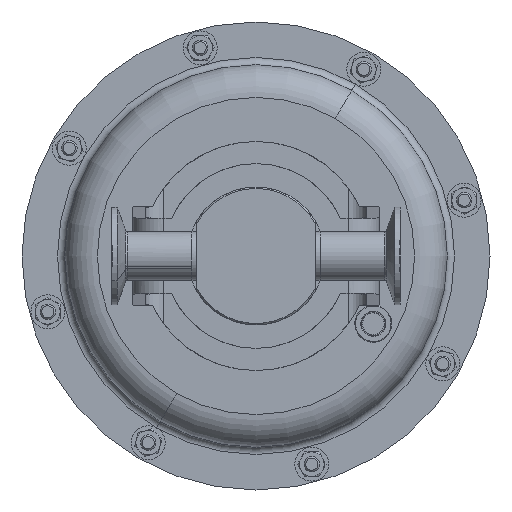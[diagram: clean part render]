
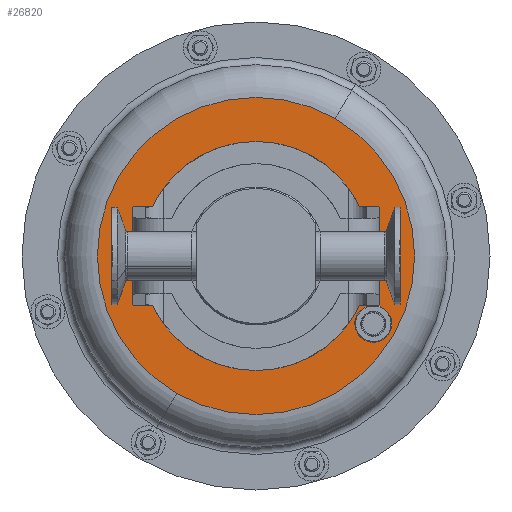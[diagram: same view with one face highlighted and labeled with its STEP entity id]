
A CAD part, front view. The second image highlights one B-rep face of the part: STEP entity #26820.
In plain terms, the highlighted planar face has unit normal (0, -1, 0).
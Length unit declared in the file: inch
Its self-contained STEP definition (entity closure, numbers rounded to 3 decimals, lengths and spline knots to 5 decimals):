
#321 = DIRECTION ( 'NONE',  ( 0., 1., 0. ) ) ;
#1267 = DIRECTION ( 'NONE',  ( 0.605, 0., 0.796 ) ) ;
#1945 = VERTEX_POINT ( 'NONE', #21197 ) ;
#2061 = ORIENTED_EDGE ( 'NONE', *, *, #31183, .F. ) ;
#2235 = EDGE_CURVE ( 'NONE', #12993, #1945, #21980, .T. ) ;
#4543 = PLANE ( 'NONE',  #20053 ) ;
#6211 = DIRECTION ( 'NONE',  ( 0., 1., 0. ) ) ;
#6426 = AXIS2_PLACEMENT_3D ( 'NONE', #30150, #6211, #30050 ) ;
#7122 = EDGE_CURVE ( 'NONE', #25226, #24415, #19337, .T. ) ;
#7487 = EDGE_LOOP ( 'NONE', ( #7939, #14063 ) ) ;
#7577 = CIRCLE ( 'NONE', #15062, 3.219 ) ;
#7679 = AXIS2_PLACEMENT_3D ( 'NONE', #20824, #25264, #1267 ) ;
#7939 = ORIENTED_EDGE ( 'NONE', *, *, #8651, .T. ) ;
#8326 = VERTEX_POINT ( 'NONE', #8801 ) ;
#8651 = EDGE_CURVE ( 'NONE', #24415, #25226, #28660, .T. ) ;
#8801 = CARTESIAN_POINT ( 'NONE',  ( 0., 10.4865, 2.325 ) ) ;
#8939 = FACE_BOUND ( 'NONE', #7487, .T. ) ;
#9486 = DIRECTION ( 'NONE',  ( -0.5, 0., -0.866 ) ) ;
#11564 = DIRECTION ( 'NONE',  ( 0., -1., 0. ) ) ;
#12052 = DIRECTION ( 'NONE',  ( 0., 1., 0. ) ) ;
#12886 = CIRCLE ( 'NONE', #18657, 2.325 ) ;
#12993 = VERTEX_POINT ( 'NONE', #17506 ) ;
#13488 = DIRECTION ( 'NONE',  ( 0., 1., 0. ) ) ;
#14063 = ORIENTED_EDGE ( 'NONE', *, *, #7122, .T. ) ;
#14291 = CARTESIAN_POINT ( 'NONE',  ( 0., 10.4865, -2.325 ) ) ;
#14840 = ORIENTED_EDGE ( 'NONE', *, *, #2235, .F. ) ;
#14951 = EDGE_CURVE ( 'NONE', #23993, #8326, #30501, .T. ) ;
#15062 = AXIS2_PLACEMENT_3D ( 'NONE', #17186, #12052, #16886 ) ;
#15339 = FACE_OUTER_BOUND ( 'NONE', #18401, .T. ) ;
#15398 = DIRECTION ( 'NONE',  ( 0., 0., -1. ) ) ;
#15925 = EDGE_LOOP ( 'NONE', ( #17984, #30116 ) ) ;
#16629 = CARTESIAN_POINT ( 'NONE',  ( 2.78774, 10.4865, -1.6095 ) ) ;
#16886 = DIRECTION ( 'NONE',  ( 0.5, 0., 0.866 ) ) ;
#17186 = CARTESIAN_POINT ( 'NONE',  ( 0., 10.4865, 0. ) ) ;
#17506 = CARTESIAN_POINT ( 'NONE',  ( 1.6095, 10.4865, 2.78774 ) ) ;
#17984 = ORIENTED_EDGE ( 'NONE', *, *, #14951, .T. ) ;
#18401 = EDGE_LOOP ( 'NONE', ( #14840, #2061 ) ) ;
#18657 = AXIS2_PLACEMENT_3D ( 'NONE', #22563, #20438, #15398 ) ;
#19337 = CIRCLE ( 'NONE', #6426, 0.375 ) ;
#20053 = AXIS2_PLACEMENT_3D ( 'NONE', #16629, #11564, #9486 ) ;
#20201 = DIRECTION ( 'NONE',  ( 0., 0., -1. ) ) ;
#20221 = FACE_BOUND ( 'NONE', #15925, .T. ) ;
#20438 = DIRECTION ( 'NONE',  ( 0., 1., 0. ) ) ;
#20591 = AXIS2_PLACEMENT_3D ( 'NONE', #24235, #321, #29083 ) ;
#20819 = EDGE_CURVE ( 'NONE', #8326, #23993, #12886, .T. ) ;
#20824 = CARTESIAN_POINT ( 'NONE',  ( 2.38157, 10.4865, -1.375 ) ) ;
#21197 = CARTESIAN_POINT ( 'NONE',  ( -1.6095, 10.4865, -2.78774 ) ) ;
#21980 = CIRCLE ( 'NONE', #20591, 3.219 ) ;
#22563 = CARTESIAN_POINT ( 'NONE',  ( 0., 10.4865, 0. ) ) ;
#22629 = CARTESIAN_POINT ( 'NONE',  ( 0., 10.4865, 0. ) ) ;
#23993 = VERTEX_POINT ( 'NONE', #14291 ) ;
#24235 = CARTESIAN_POINT ( 'NONE',  ( 0., 10.4865, 0. ) ) ;
#24415 = VERTEX_POINT ( 'NONE', #30716 ) ;
#25226 = VERTEX_POINT ( 'NONE', #29828 ) ;
#25264 = DIRECTION ( 'NONE',  ( 0., 1., 0. ) ) ;
#26820 = ADVANCED_FACE ( 'NONE', ( #20221, #15339, #8939 ), #4543, .T. ) ;
#28660 = CIRCLE ( 'NONE', #7679, 0.375 ) ;
#28788 = AXIS2_PLACEMENT_3D ( 'NONE', #22629, #13488, #20201 ) ;
#29083 = DIRECTION ( 'NONE',  ( 0.5, 0., 0.866 ) ) ;
#29828 = CARTESIAN_POINT ( 'NONE',  ( 2.1546, 10.4865, -1.67351 ) ) ;
#30050 = DIRECTION ( 'NONE',  ( 0.605, 0., 0.796 ) ) ;
#30116 = ORIENTED_EDGE ( 'NONE', *, *, #20819, .T. ) ;
#30150 = CARTESIAN_POINT ( 'NONE',  ( 2.38157, 10.4865, -1.375 ) ) ;
#30501 = CIRCLE ( 'NONE', #28788, 2.325 ) ;
#30716 = CARTESIAN_POINT ( 'NONE',  ( 2.60854, 10.4865, -1.07649 ) ) ;
#31183 = EDGE_CURVE ( 'NONE', #1945, #12993, #7577, .T. ) ;
